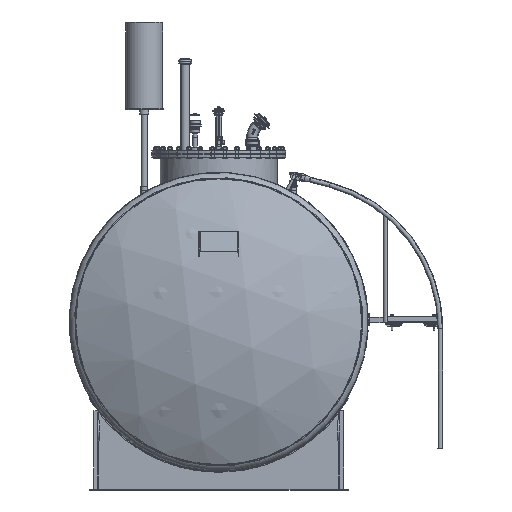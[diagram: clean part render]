
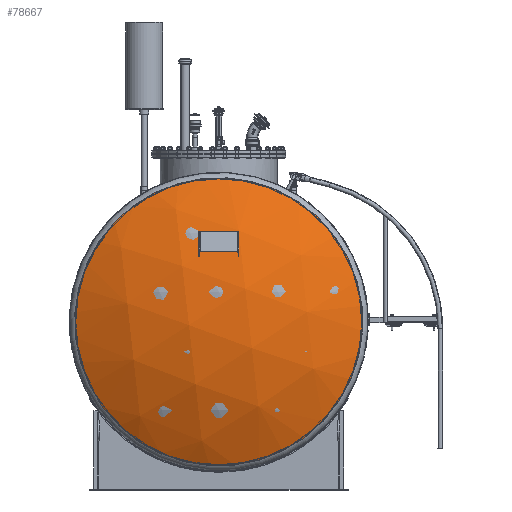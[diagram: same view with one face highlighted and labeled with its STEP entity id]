
A CAD part, front view. The second image highlights one B-rep face of the part: STEP entity #78667.
In plain terms, the highlighted spherical face has radius 1609 mm.
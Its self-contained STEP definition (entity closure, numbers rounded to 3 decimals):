
#1936=SPHERICAL_SURFACE('',#83769,1609.);
#6474=FACE_OUTER_BOUND('',#11154,.T.);
#11154=EDGE_LOOP('',(#50690));
#28798=CIRCLE('',#83767,773.649);
#31851=VERTEX_POINT('',#112716);
#39218=EDGE_CURVE('',#31851,#31851,#28798,.T.);
#50690=ORIENTED_EDGE('',*,*,#39218,.T.);
#78667=ADVANCED_FACE('',(#6474),#1936,.T.);
#83767=AXIS2_PLACEMENT_3D('',#112717,#91451,#91452);
#83769=AXIS2_PLACEMENT_3D('',#112719,#91455,#91456);
#91451=DIRECTION('center_axis',(0.,-1.,0.));
#91452=DIRECTION('ref_axis',(-0.111,0.,0.994));
#91455=DIRECTION('center_axis',(-0.994,0.,
-0.111));
#91456=DIRECTION('ref_axis',(-0.111,0.,0.994));
#112716=CARTESIAN_POINT('',(-768.892,-1670.069,-85.663));
#112717=CARTESIAN_POINT('Origin',(0.,-1670.069,
0.));
#112719=CARTESIAN_POINT('Origin',(0.,-259.273,
0.));
